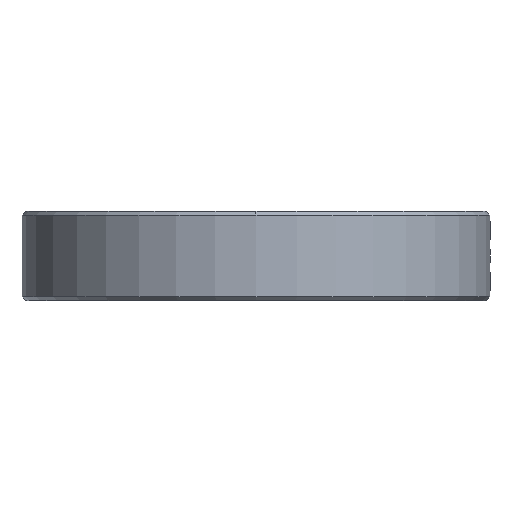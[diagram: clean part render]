
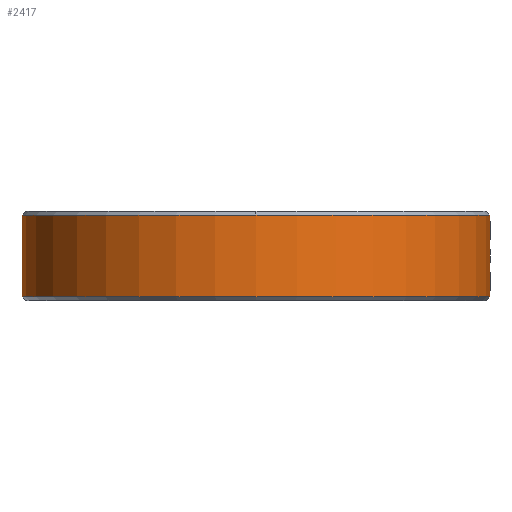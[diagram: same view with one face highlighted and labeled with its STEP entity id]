
A CAD part, left-side view. The second image highlights one B-rep face of the part: STEP entity #2417.
In plain terms, the highlighted cylindrical face has radius 63 mm (diameter 126 mm), a partial arc.
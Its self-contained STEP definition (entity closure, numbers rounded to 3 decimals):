
#173 = DIRECTION ( 'NONE',  ( 0., 0., -1. ) ) ;
#273 = DIRECTION ( 'NONE',  ( -1., 0., 0. ) ) ;
#329 = DIRECTION ( 'NONE',  ( 0., 0., 1. ) ) ;
#361 = VERTEX_POINT ( 'NONE', #2586 ) ;
#464 = VECTOR ( 'NONE', #5895, 1000. ) ;
#704 = EDGE_CURVE ( 'NONE', #361, #7206, #1713, .T. ) ;
#717 = CARTESIAN_POINT ( 'NONE',  ( 0., 63., 5. ) ) ;
#790 = VERTEX_POINT ( 'NONE', #8722 ) ;
#1161 = ORIENTED_EDGE ( 'NONE', *, *, #9455, .T. ) ;
#1713 = CIRCLE ( 'NONE', #4103, 63. ) ;
#1776 = CARTESIAN_POINT ( 'NONE',  ( 0., 0., -17. ) ) ;
#1912 = LINE ( 'NONE', #6647, #464 ) ;
#1958 = DIRECTION ( 'NONE',  ( 0., 0., -1. ) ) ;
#2053 = DIRECTION ( 'NONE',  ( 1., 0., 0. ) ) ;
#2097 = CIRCLE ( 'NONE', #9014, 63. ) ;
#2101 = CYLINDRICAL_SURFACE ( 'NONE', #7734, 63. ) ;
#2184 = VERTEX_POINT ( 'NONE', #2652 ) ;
#2417 = ADVANCED_FACE ( 'NONE', ( #2751 ), #2101, .T. ) ;
#2586 = CARTESIAN_POINT ( 'NONE',  ( -63., 0., 5. ) ) ;
#2652 = CARTESIAN_POINT ( 'NONE',  ( 0., -63., -17. ) ) ;
#2751 = FACE_OUTER_BOUND ( 'NONE', #4767, .T. ) ;
#3276 = ORIENTED_EDGE ( 'NONE', *, *, #7111, .F. ) ;
#3873 = VECTOR ( 'NONE', #329, 1000. ) ;
#3961 = CARTESIAN_POINT ( 'NONE',  ( 0., 63., -17. ) ) ;
#4103 = AXIS2_PLACEMENT_3D ( 'NONE', #5402, #173, #8630 ) ;
#4345 = EDGE_CURVE ( 'NONE', #2184, #790, #7082, .T. ) ;
#4583 = EDGE_CURVE ( 'NONE', #6347, #2184, #2097, .T. ) ;
#4767 = EDGE_LOOP ( 'NONE', ( #5868, #1161, #5966, #3276, #9843 ) ) ;
#5402 = CARTESIAN_POINT ( 'NONE',  ( 0., 0., 5. ) ) ;
#5787 = DIRECTION ( 'NONE',  ( 1., 0., 0. ) ) ;
#5868 = ORIENTED_EDGE ( 'NONE', *, *, #4345, .T. ) ;
#5895 = DIRECTION ( 'NONE',  ( 0., 0., 1. ) ) ;
#5966 = ORIENTED_EDGE ( 'NONE', *, *, #704, .T. ) ;
#6347 = VERTEX_POINT ( 'NONE', #3961 ) ;
#6514 = CARTESIAN_POINT ( 'NONE',  ( 0., -63., -3. ) ) ;
#6592 = CARTESIAN_POINT ( 'NONE',  ( 0., 0., -3. ) ) ;
#6647 = CARTESIAN_POINT ( 'NONE',  ( 0., 63., -3. ) ) ;
#6743 = AXIS2_PLACEMENT_3D ( 'NONE', #9656, #1958, #5787 ) ;
#7082 = LINE ( 'NONE', #6514, #3873 ) ;
#7111 = EDGE_CURVE ( 'NONE', #6347, #7206, #1912, .T. ) ;
#7206 = VERTEX_POINT ( 'NONE', #717 ) ;
#7220 = CIRCLE ( 'NONE', #6743, 63. ) ;
#7734 = AXIS2_PLACEMENT_3D ( 'NONE', #6592, #9812, #2053 ) ;
#7870 = DIRECTION ( 'NONE',  ( 0., 0., 1. ) ) ;
#8630 = DIRECTION ( 'NONE',  ( 1., 0., 0. ) ) ;
#8722 = CARTESIAN_POINT ( 'NONE',  ( 0., -63., 5. ) ) ;
#9014 = AXIS2_PLACEMENT_3D ( 'NONE', #1776, #7870, #273 ) ;
#9455 = EDGE_CURVE ( 'NONE', #790, #361, #7220, .T. ) ;
#9656 = CARTESIAN_POINT ( 'NONE',  ( 0., 0., 5. ) ) ;
#9812 = DIRECTION ( 'NONE',  ( 0., 0., 1. ) ) ;
#9843 = ORIENTED_EDGE ( 'NONE', *, *, #4583, .T. ) ;
